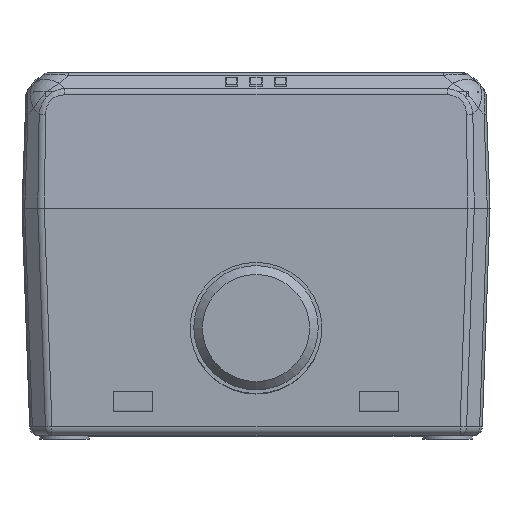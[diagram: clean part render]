
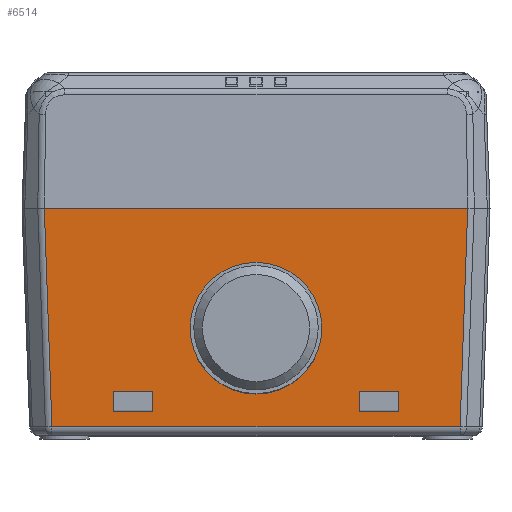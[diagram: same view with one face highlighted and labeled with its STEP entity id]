
A CAD part, front view. The second image highlights one B-rep face of the part: STEP entity #6514.
In plain terms, the highlighted planar face has unit normal (0, -0.999, -0.035).
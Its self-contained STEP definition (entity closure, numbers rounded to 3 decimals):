
#768=PLANE('',#20604);
#3013=LINE('',#41144,#4730);
#3016=LINE('',#41150,#4733);
#3018=LINE('',#41154,#4735);
#3020=LINE('',#41158,#4737);
#3021=LINE('',#41163,#4738);
#3024=LINE('',#41169,#4741);
#3026=LINE('',#41173,#4743);
#3028=LINE('',#41177,#4745);
#3096=LINE('',#41606,#4817);
#3165=LINE('',#41786,#4886);
#3166=LINE('',#41789,#4887);
#3167=LINE('',#41791,#4888);
#4730=VECTOR('',#22936,1.);
#4733=VECTOR('',#22941,1.);
#4735=VECTOR('',#22945,1.);
#4737=VECTOR('',#22949,1.);
#4738=VECTOR('',#22956,1.);
#4741=VECTOR('',#22961,1.);
#4743=VECTOR('',#22965,1.);
#4745=VECTOR('',#22969,1.);
#4817=VECTOR('',#23243,1.);
#4886=VECTOR('',#23426,1.);
#4887=VECTOR('',#23431,1.);
#4888=VECTOR('',#23432,1.);
#6514=ADVANCED_FACE('',(#7448,#7449,#7450,#7451),#768,.T.);
#7448=FACE_BOUND('',#8023,.T.);
#7449=FACE_BOUND('',#8024,.T.);
#7450=FACE_BOUND('',#8025,.T.);
#7451=FACE_BOUND('',#8026,.T.);
#8023=EDGE_LOOP('',(#10468,#10469,#10470,#10471));
#8024=EDGE_LOOP('',(#10472,#10473,#10474,#10475));
#8025=EDGE_LOOP('',(#10476));
#8026=EDGE_LOOP('',(#10477,#10478,#10479,#10480));
#10468=ORIENTED_EDGE('',*,*,#17132,.T.);
#10469=ORIENTED_EDGE('',*,*,#17130,.T.);
#10470=ORIENTED_EDGE('',*,*,#17128,.T.);
#10471=ORIENTED_EDGE('',*,*,#17125,.T.);
#10472=ORIENTED_EDGE('',*,*,#17367,.F.);
#10473=ORIENTED_EDGE('',*,*,#17368,.T.);
#10474=ORIENTED_EDGE('',*,*,#17273,.T.);
#10475=ORIENTED_EDGE('',*,*,#17365,.T.);
#10476=ORIENTED_EDGE('',*,*,#17124,.F.);
#10477=ORIENTED_EDGE('',*,*,#17123,.T.);
#10478=ORIENTED_EDGE('',*,*,#17121,.T.);
#10479=ORIENTED_EDGE('',*,*,#17119,.T.);
#10480=ORIENTED_EDGE('',*,*,#17116,.T.);
#15073=VERTEX_POINT('',#41139);
#15075=VERTEX_POINT('',#41145);
#15076=VERTEX_POINT('',#41146);
#15077=VERTEX_POINT('',#41151);
#15078=VERTEX_POINT('',#41155);
#15079=VERTEX_POINT('',#41161);
#15080=VERTEX_POINT('',#41164);
#15081=VERTEX_POINT('',#41165);
#15082=VERTEX_POINT('',#41170);
#15083=VERTEX_POINT('',#41174);
#15086=VERTEX_POINT('',#41183);
#15231=VERTEX_POINT('',#41785);
#15232=VERTEX_POINT('',#41790);
#17116=EDGE_CURVE('',#15075,#15076,#3013,.T.);
#17119=EDGE_CURVE('',#15077,#15075,#3016,.T.);
#17121=EDGE_CURVE('',#15078,#15077,#3018,.T.);
#17123=EDGE_CURVE('',#15076,#15078,#3020,.T.);
#17124=EDGE_CURVE('',#15079,#15079,#19530,.T.);
#17125=EDGE_CURVE('',#15080,#15081,#3021,.T.);
#17128=EDGE_CURVE('',#15082,#15080,#3024,.T.);
#17130=EDGE_CURVE('',#15083,#15082,#3026,.T.);
#17132=EDGE_CURVE('',#15081,#15083,#3028,.T.);
#17273=EDGE_CURVE('',#15086,#15073,#3096,.T.);
#17365=EDGE_CURVE('',#15073,#15231,#3165,.T.);
#17367=EDGE_CURVE('',#15232,#15231,#3166,.T.);
#17368=EDGE_CURVE('',#15232,#15086,#3167,.T.);
#19530=CIRCLE('',#20439,10.7);
#20439=AXIS2_PLACEMENT_3D('',#41160,#22952,#22953);
#20604=AXIS2_PLACEMENT_3D('',#41792,#23433,#23434);
#22936=DIRECTION('',(1.,0.,0.));
#22941=DIRECTION('',(0.,-0.035,0.999));
#22945=DIRECTION('',(-1.,0.,0.));
#22949=DIRECTION('',(0.,0.035,-0.999));
#22952=DIRECTION('',(0.,-0.999,-0.035));
#22953=DIRECTION('',(-1.,0.,0.));
#22956=DIRECTION('',(0.,0.035,-0.999));
#22961=DIRECTION('',(1.,0.,0.));
#22965=DIRECTION('',(0.,-0.035,0.999));
#22969=DIRECTION('',(-1.,0.,0.));
#23243=DIRECTION('',(1.,0.,0.));
#23426=DIRECTION('',(0.035,-0.035,0.999));
#23431=DIRECTION('',(1.,0.,0.));
#23432=DIRECTION('',(0.035,0.035,-0.999));
#23433=DIRECTION('',(0.,-0.999,-0.035));
#23434=DIRECTION('',(0.,0.035,-0.999));
#41139=CARTESIAN_POINT('',(33.138,-128.76,1.458));
#41144=CARTESIAN_POINT('',(-23.2,-128.959,7.151));
#41145=CARTESIAN_POINT('',(-23.2,-128.959,7.151));
#41146=CARTESIAN_POINT('',(-16.8,-128.959,7.151));
#41150=CARTESIAN_POINT('',(-23.2,-128.847,3.953));
#41151=CARTESIAN_POINT('',(-23.2,-128.847,3.953));
#41154=CARTESIAN_POINT('',(-16.8,-128.847,3.953));
#41155=CARTESIAN_POINT('',(-16.8,-128.847,3.953));
#41158=CARTESIAN_POINT('',(-16.8,-128.959,7.151));
#41160=CARTESIAN_POINT('',(0.,-129.319,17.445));
#41161=CARTESIAN_POINT('',(-10.7,-129.319,17.445));
#41163=CARTESIAN_POINT('',(23.2,-128.959,7.151));
#41164=CARTESIAN_POINT('',(23.2,-128.959,7.151));
#41165=CARTESIAN_POINT('',(23.2,-128.847,3.953));
#41169=CARTESIAN_POINT('',(16.8,-128.959,7.151));
#41170=CARTESIAN_POINT('',(16.8,-128.959,7.151));
#41173=CARTESIAN_POINT('',(16.8,-128.847,3.953));
#41174=CARTESIAN_POINT('',(16.8,-128.847,3.953));
#41177=CARTESIAN_POINT('',(23.2,-128.847,3.953));
#41183=CARTESIAN_POINT('',(-33.138,-128.76,1.458));
#41606=CARTESIAN_POINT('',(38.1,-128.76,1.458));
#41785=CARTESIAN_POINT('',(34.377,-130.,36.95));
#41786=CARTESIAN_POINT('',(34.382,-130.004,37.083));
#41789=CARTESIAN_POINT('',(38.1,-130.,36.95));
#41790=CARTESIAN_POINT('',(-34.377,-130.,36.95));
#41791=CARTESIAN_POINT('',(-34.289,-129.912,34.429));
#41792=CARTESIAN_POINT('',(38.1,-130.,36.953));
